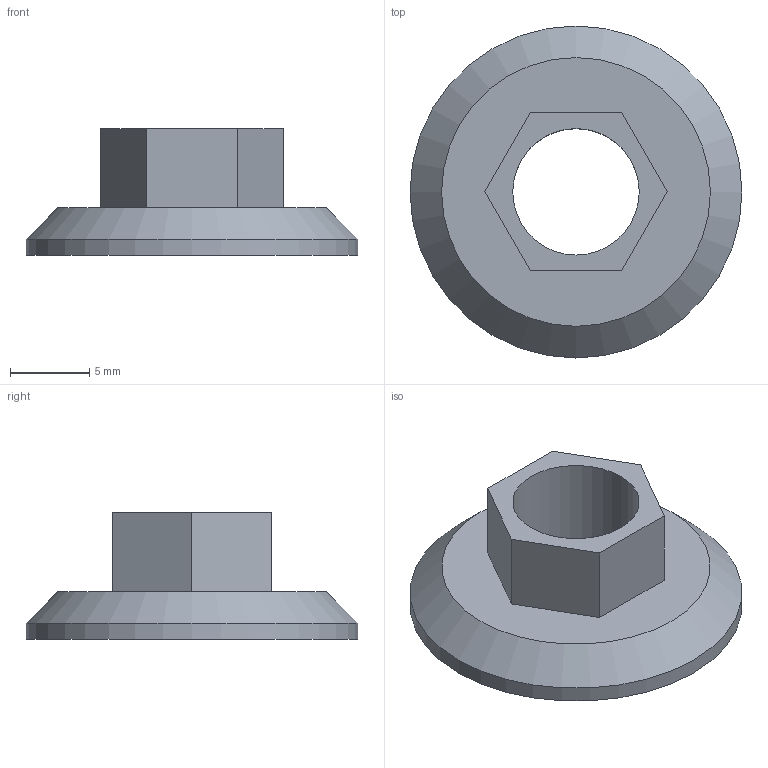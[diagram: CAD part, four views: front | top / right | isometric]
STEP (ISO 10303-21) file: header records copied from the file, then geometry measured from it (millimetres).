
FILE_DESCRIPTION(/* description */ (''),/* implementation_level */ '2;1');
FILE_NAME(/* name */ 'Tuerca para tornilloM8.stp',/* time_stamp */ '2021-02-08T19:18:06-06:00',/* author */ ('juanm'),/* organization */ (''),/* preprocessor_version */ 'ST-DEVELOPER v18.1',/* originating_system */ 'Autodesk Inventor 2021',/* authorisation */ '');
FILE_SCHEMA (('AUTOMOTIVE_DESIGN { 1 0 10303 214 3 1 1 }'));
Length unit declared in the file: millimetre
Products named in the file (1): Tuerca para tornilloM8
Bounding box: 21 x 21 x 8 mm (x, y, z)
Volume: 946.4 mm3; surface area: 1081.9 mm2
Topology: 1 solids, 1 shells, 12 faces, 28 edges, 19 vertices
Faces by surface type: plane 9, cylinder 2, cone 1
Full cylindrical faces by diameter (mm): 8 x1, 21 x1
Entity records: 392 total; most frequent: DIRECTION 61, CARTESIAN_POINT 60, ORIENTED_EDGE 56, EDGE_CURVE 28, LINE 21, VECTOR 21, AXIS2_PLACEMENT_3D 20, VERTEX_POINT 19
